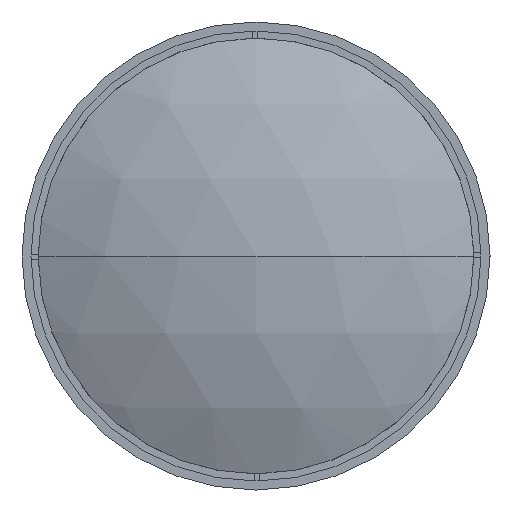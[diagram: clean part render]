
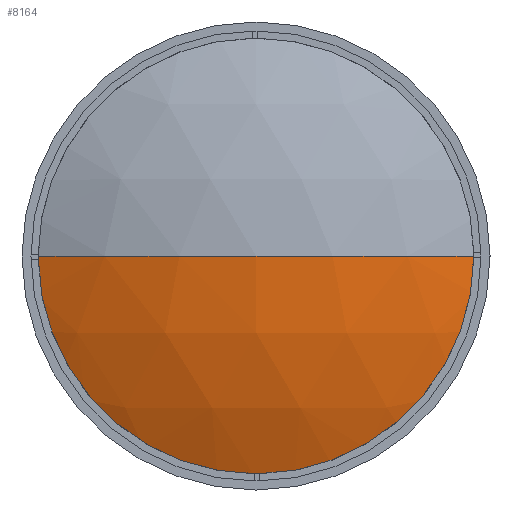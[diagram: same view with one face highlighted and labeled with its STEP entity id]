
A CAD part, left-side view. The second image highlights one B-rep face of the part: STEP entity #8164.
In plain terms, the highlighted spherical face has radius 144.52 mm.
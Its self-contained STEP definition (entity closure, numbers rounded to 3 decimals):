
#79 = CIRCLE ( 'NONE', #3639, 144.52 ) ;
#131 = EDGE_CURVE ( 'NONE', #9822, #11007, #9260, .T. ) ;
#806 = VERTEX_POINT ( 'NONE', #9975 ) ;
#1065 = DIRECTION ( 'NONE',  ( 1., 0., 0. ) ) ;
#1262 = EDGE_LOOP ( 'NONE', ( #8787, #7722, #6886 ) ) ;
#1902 = DIRECTION ( 'NONE',  ( 0., 1., 0. ) ) ;
#3639 = AXIS2_PLACEMENT_3D ( 'NONE', #5989, #14416, #7209 ) ;
#3972 = SPHERICAL_SURFACE ( 'NONE', #12543, 144.52 ) ;
#4732 = CARTESIAN_POINT ( 'NONE',  ( 13.975, 0., 0. ) ) ;
#5960 = DIRECTION ( 'NONE',  ( 0., 0., 1. ) ) ;
#5989 = CARTESIAN_POINT ( 'NONE',  ( 144.52, 0., 0. ) ) ;
#6754 = CIRCLE ( 'NONE', #9756, 62. ) ;
#6886 = ORIENTED_EDGE ( 'NONE', *, *, #131, .F. ) ;
#6959 = CARTESIAN_POINT ( 'NONE',  ( 144.52, 0., 0. ) ) ;
#7142 = CARTESIAN_POINT ( 'NONE',  ( 0., 0., 0. ) ) ;
#7209 = DIRECTION ( 'NONE',  ( 0., 1., 0. ) ) ;
#7722 = ORIENTED_EDGE ( 'NONE', *, *, #15280, .T. ) ;
#7961 = CARTESIAN_POINT ( 'NONE',  ( 144.52, 0., 0. ) ) ;
#8164 = ADVANCED_FACE ( 'NONE', ( #13206 ), #3972, .T. ) ;
#8787 = ORIENTED_EDGE ( 'NONE', *, *, #13516, .T. ) ;
#9182 = DIRECTION ( 'NONE',  ( 0., 0., -1. ) ) ;
#9260 = CIRCLE ( 'NONE', #12065, 144.52 ) ;
#9756 = AXIS2_PLACEMENT_3D ( 'NONE', #4732, #13165, #5960 ) ;
#9822 = VERTEX_POINT ( 'NONE', #13770 ) ;
#9975 = CARTESIAN_POINT ( 'NONE',  ( 13.975, -62., 0. ) ) ;
#10509 = DIRECTION ( 'NONE',  ( 0., 0., 1. ) ) ;
#11007 = VERTEX_POINT ( 'NONE', #7142 ) ;
#12065 = AXIS2_PLACEMENT_3D ( 'NONE', #6959, #10509, #1065 ) ;
#12543 = AXIS2_PLACEMENT_3D ( 'NONE', #7961, #9182, #1902 ) ;
#13165 = DIRECTION ( 'NONE',  ( -1., 0., 0. ) ) ;
#13206 = FACE_OUTER_BOUND ( 'NONE', #1262, .T. ) ;
#13516 = EDGE_CURVE ( 'NONE', #9822, #806, #6754, .T. ) ;
#13770 = CARTESIAN_POINT ( 'NONE',  ( 13.975, 62., 0. ) ) ;
#14416 = DIRECTION ( 'NONE',  ( 0., 0., -1. ) ) ;
#15280 = EDGE_CURVE ( 'NONE', #806, #11007, #79, .T. ) ;
